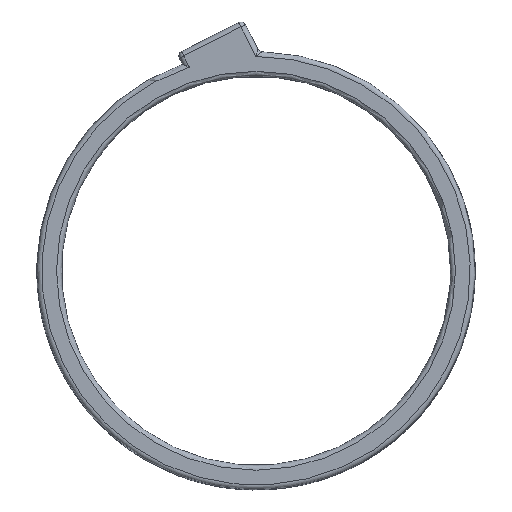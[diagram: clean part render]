
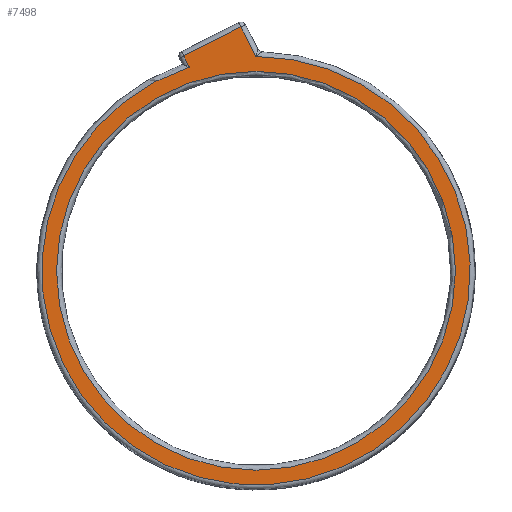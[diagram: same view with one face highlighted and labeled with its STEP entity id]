
A CAD part, top view. The second image highlights one B-rep face of the part: STEP entity #7498.
In plain terms, the highlighted planar face has unit normal (0, 0, 1).
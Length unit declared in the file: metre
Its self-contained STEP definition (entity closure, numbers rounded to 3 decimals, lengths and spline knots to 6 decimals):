
#223=PLANE('',#8080);
#969=CIRCLE('',#8081,0.0405);
#970=CIRCLE('',#8082,0.0435);
#1430=ORIENTED_EDGE('',*,*,#3796,.T.);
#1431=ORIENTED_EDGE('',*,*,#3797,.T.);
#1432=ORIENTED_EDGE('',*,*,#3798,.T.);
#1433=ORIENTED_EDGE('',*,*,#3799,.T.);
#1434=ORIENTED_EDGE('',*,*,#3800,.T.);
#3796=EDGE_CURVE('',#4973,#4973,#969,.F.);
#3797=EDGE_CURVE('',#4974,#4975,#5484,.T.);
#3798=EDGE_CURVE('',#4975,#4976,#5485,.T.);
#3799=EDGE_CURVE('',#4976,#4977,#5486,.F.);
#3800=EDGE_CURVE('',#4977,#4974,#970,.T.);
#4973=VERTEX_POINT('',#11259);
#4974=VERTEX_POINT('',#11261);
#4975=VERTEX_POINT('',#11262);
#4976=VERTEX_POINT('',#11264);
#4977=VERTEX_POINT('',#11266);
#5484=LINE('',#11260,#6003);
#5485=LINE('',#11263,#6004);
#5486=LINE('',#11265,#6005);
#6003=VECTOR('',#8785,1.);
#6004=VECTOR('',#8786,1.);
#6005=VECTOR('',#8787,1.);
#6486=EDGE_LOOP('',(#1430));
#6487=EDGE_LOOP('',(#1431,#1432,#1433,#1434));
#6971=FACE_BOUND('',#6486,.T.);
#6972=FACE_BOUND('',#6487,.T.);
#7498=ADVANCED_FACE('',(#6971,#6972),#223,.T.);
#8080=AXIS2_PLACEMENT_3D('',#11257,#8781,#8782);
#8081=AXIS2_PLACEMENT_3D('',#11258,#8783,#8784);
#8082=AXIS2_PLACEMENT_3D('',#11267,#8788,#8789);
#8781=DIRECTION('',(0.,0.,1.));
#8782=DIRECTION('',(1.,0.,0.));
#8783=DIRECTION('',(0.,0.,1.));
#8784=DIRECTION('',(1.,0.,0.));
#8785=DIRECTION('',(-0.454,0.891,0.));
#8786=DIRECTION('',(-0.891,-0.454,0.));
#8787=DIRECTION('',(-0.454,0.891,0.));
#8788=DIRECTION('',(0.,0.,1.));
#8789=DIRECTION('',(1.,0.,0.));
#11257=CARTESIAN_POINT('',(0.,0.,0.0075));
#11258=CARTESIAN_POINT('',(0.,0.,0.0075));
#11259=CARTESIAN_POINT('',(0.0405,0.,0.0075));
#11260=CARTESIAN_POINT('',(-0.003518,0.050405,0.0075));
#11261=CARTESIAN_POINT('',(0.,0.0435,0.0075));
#11262=CARTESIAN_POINT('',(-0.003064,0.049514,0.0075));
#11263=CARTESIAN_POINT('',(-0.015539,0.043158,0.0075));
#11264=CARTESIAN_POINT('',(-0.014648,0.043612,0.0075));
#11265=CARTESIAN_POINT('',(-0.01402,0.042381,0.0075));
#11266=CARTESIAN_POINT('',(-0.013496,0.041353,0.0075));
#11267=CARTESIAN_POINT('',(0.,0.,0.0075));
